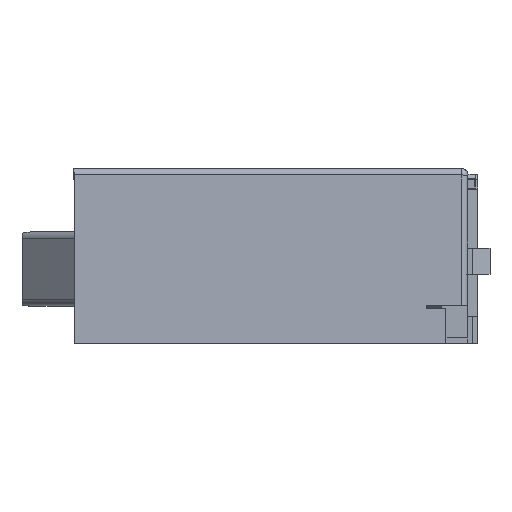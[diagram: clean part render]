
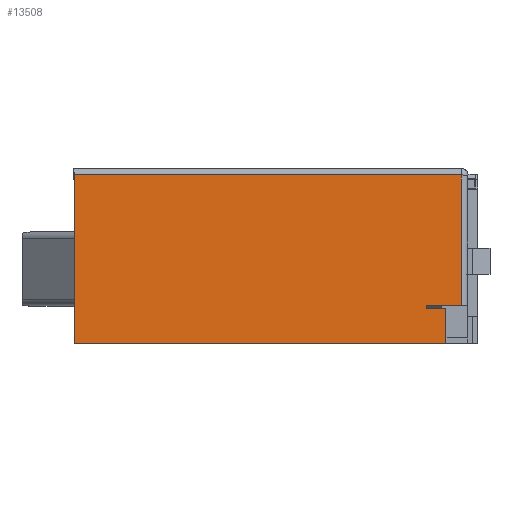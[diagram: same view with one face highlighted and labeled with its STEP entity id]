
A CAD part, left-side view. The second image highlights one B-rep face of the part: STEP entity #13508.
In plain terms, the highlighted planar face has unit normal (-1, 0, 0.019).
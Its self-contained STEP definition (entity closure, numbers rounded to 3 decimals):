
#22=B_SPLINE_CURVE_WITH_KNOTS('',3,(#20379,#20380,#20381,#20382),
 .UNSPECIFIED.,.F.,.F.,(4,4),(-2.045,-0.744),
 .UNSPECIFIED.);
#321=PLANE('',#14326);
#950=FACE_OUTER_BOUND('',#1663,.T.);
#1663=EDGE_LOOP('',(#10721,#10722,#10723,#10724,#10725,#10726,#10727,#10728,
#10729,#10730,#10731,#10732,#10733,#10734));
#2695=LINE('',#19901,#4462);
#2801=LINE('',#20145,#4568);
#2814=LINE('',#20175,#4581);
#2848=LINE('',#20355,#4615);
#2850=LINE('',#20359,#4617);
#2852=LINE('',#20363,#4619);
#2854=LINE('',#20367,#4621);
#2858=LINE('',#20375,#4625);
#2859=LINE('',#20377,#4626);
#2860=LINE('',#20384,#4627);
#2861=LINE('',#20386,#4628);
#2862=LINE('',#20387,#4629);
#2863=LINE('',#20388,#4630);
#4462=VECTOR('',#16064,10.);
#4568=VECTOR('',#16236,10.);
#4581=VECTOR('',#16267,10.);
#4615=VECTOR('',#16343,10.);
#4617=VECTOR('',#16347,10.);
#4619=VECTOR('',#16351,10.);
#4621=VECTOR('',#16355,10.);
#4625=VECTOR('',#16361,10.);
#4626=VECTOR('',#16362,10.);
#4627=VECTOR('',#16363,10.);
#4628=VECTOR('',#16364,10.);
#4629=VECTOR('',#16365,10.);
#4630=VECTOR('',#16366,10.);
#6286=VERTEX_POINT('',#19898);
#6287=VERTEX_POINT('',#19900);
#6392=VERTEX_POINT('',#20144);
#6400=VERTEX_POINT('',#20174);
#6437=VERTEX_POINT('',#20352);
#6438=VERTEX_POINT('',#20354);
#6439=VERTEX_POINT('',#20358);
#6440=VERTEX_POINT('',#20362);
#6441=VERTEX_POINT('',#20366);
#6444=VERTEX_POINT('',#20374);
#6445=VERTEX_POINT('',#20376);
#6446=VERTEX_POINT('',#20378);
#6447=VERTEX_POINT('',#20383);
#6448=VERTEX_POINT('',#20385);
#7815=EDGE_CURVE('',#6286,#6287,#2695,.T.);
#7939=EDGE_CURVE('',#6287,#6392,#2801,.T.);
#7954=EDGE_CURVE('',#6392,#6400,#2814,.T.);
#8003=EDGE_CURVE('',#6438,#6437,#2848,.T.);
#8005=EDGE_CURVE('',#6439,#6438,#2850,.T.);
#8007=EDGE_CURVE('',#6440,#6439,#2852,.T.);
#8009=EDGE_CURVE('',#6441,#6440,#2854,.T.);
#8013=EDGE_CURVE('',#6437,#6444,#2858,.T.);
#8014=EDGE_CURVE('',#6445,#6444,#2859,.T.);
#8015=EDGE_CURVE('',#6446,#6445,#22,.T.);
#8016=EDGE_CURVE('',#6447,#6446,#2860,.T.);
#8017=EDGE_CURVE('',#6448,#6447,#2861,.T.);
#8018=EDGE_CURVE('',#6400,#6448,#2862,.T.);
#8019=EDGE_CURVE('',#6441,#6286,#2863,.T.);
#10721=ORIENTED_EDGE('',*,*,#8007,.T.);
#10722=ORIENTED_EDGE('',*,*,#8005,.T.);
#10723=ORIENTED_EDGE('',*,*,#8003,.T.);
#10724=ORIENTED_EDGE('',*,*,#8013,.T.);
#10725=ORIENTED_EDGE('',*,*,#8014,.F.);
#10726=ORIENTED_EDGE('',*,*,#8015,.F.);
#10727=ORIENTED_EDGE('',*,*,#8016,.F.);
#10728=ORIENTED_EDGE('',*,*,#8017,.F.);
#10729=ORIENTED_EDGE('',*,*,#8018,.F.);
#10730=ORIENTED_EDGE('',*,*,#7954,.F.);
#10731=ORIENTED_EDGE('',*,*,#7939,.F.);
#10732=ORIENTED_EDGE('',*,*,#7815,.F.);
#10733=ORIENTED_EDGE('',*,*,#8019,.F.);
#10734=ORIENTED_EDGE('',*,*,#8009,.T.);
#13508=ADVANCED_FACE('',(#950),#321,.F.);
#14326=AXIS2_PLACEMENT_3D('',#20373,#16359,#16360);
#16064=DIRECTION('',(0.019,0.,1.));
#16236=DIRECTION('',(0.,1.,0.));
#16267=DIRECTION('',(0.019,0.,1.));
#16343=DIRECTION('',(0.,-1.,0.));
#16347=DIRECTION('',(0.019,0.011,1.));
#16351=DIRECTION('',(0.,1.,0.));
#16355=DIRECTION('',(0.019,0.,1.));
#16359=DIRECTION('center_axis',(1.,0.,-0.019));
#16360=DIRECTION('ref_axis',(-0.019,0.,-1.));
#16361=DIRECTION('',(-0.019,0.,-1.));
#16362=DIRECTION('',(0.,1.,0.));
#16363=DIRECTION('',(0.,-1.,0.));
#16364=DIRECTION('',(-0.019,0.,-1.));
#16365=DIRECTION('',(0.,-1.,0.));
#16366=DIRECTION('',(0.,1.,0.));
#19898=CARTESIAN_POINT('',(-201.,180.,-40.));
#19900=CARTESIAN_POINT('',(-199.543,180.,35.049));
#19901=CARTESIAN_POINT('',(-201.,180.,-40.));
#20144=CARTESIAN_POINT('',(-199.543,180.62,35.049));
#20145=CARTESIAN_POINT('',(-199.543,180.,35.049));
#20174=CARTESIAN_POINT('',(-199.504,180.62,37.058));
#20175=CARTESIAN_POINT('',(-201.,180.62,-40.));
#20352=CARTESIAN_POINT('',(-200.66,8.042,-22.5));
#20354=CARTESIAN_POINT('',(-200.66,19.042,-22.5));
#20355=CARTESIAN_POINT('',(-200.66,5.021,-22.5));
#20358=CARTESIAN_POINT('',(-200.689,19.025,-24.));
#20359=CARTESIAN_POINT('',(-200.708,19.014,-24.973));
#20362=CARTESIAN_POINT('',(-200.689,10.042,-24.));
#20363=CARTESIAN_POINT('',(-200.689,7.292,-24.));
#20366=CARTESIAN_POINT('',(-201.,10.042,-40.));
#20367=CARTESIAN_POINT('',(-201.,10.042,-40.));
#20373=CARTESIAN_POINT('Origin',(-200.746,0.042,-26.919));
#20374=CARTESIAN_POINT('',(-200.913,8.042,-35.5));
#20375=CARTESIAN_POINT('',(-200.999,8.042,-39.951));
#20376=CARTESIAN_POINT('',(-200.913,3.023,-35.5));
#20377=CARTESIAN_POINT('',(-200.913,0.042,-35.5));
#20378=CARTESIAN_POINT('',(-200.66,2.984,-22.5));
#20379=CARTESIAN_POINT('Ctrl Pts',(-200.66,2.984,-22.5));
#20380=CARTESIAN_POINT('Ctrl Pts',(-200.744,3.001,-26.833));
#20381=CARTESIAN_POINT('Ctrl Pts',(-200.828,3.014,-31.167));
#20382=CARTESIAN_POINT('Ctrl Pts',(-200.913,3.023,-35.5));
#20383=CARTESIAN_POINT('',(-200.66,3.,-22.5));
#20384=CARTESIAN_POINT('',(-200.66,2.542,-22.5));
#20385=CARTESIAN_POINT('',(-199.504,3.,37.058));
#20386=CARTESIAN_POINT('',(-200.574,3.,-18.057));
#20387=CARTESIAN_POINT('',(-199.504,0.,37.058));
#20388=CARTESIAN_POINT('',(-201.,0.,-40.));
